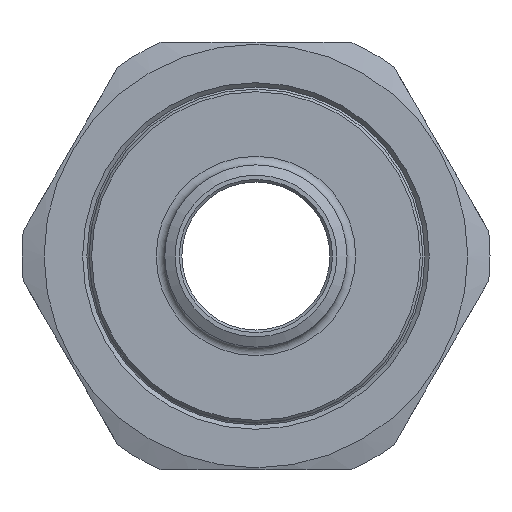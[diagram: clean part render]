
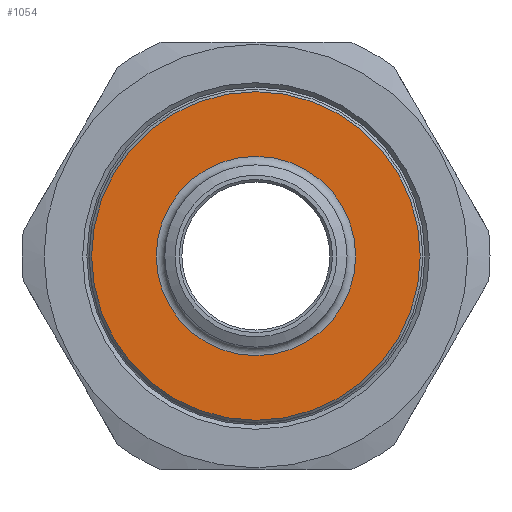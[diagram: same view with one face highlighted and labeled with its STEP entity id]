
A CAD part, left-side view. The second image highlights one B-rep face of the part: STEP entity #1054.
In plain terms, the highlighted planar face has unit normal (-1, 0, 0).
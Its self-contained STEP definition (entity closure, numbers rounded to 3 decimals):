
#54=FACE_BOUND('',#239,.T.);
#111=PLANE('',#1258);
#164=FACE_OUTER_BOUND('',#238,.T.);
#238=EDGE_LOOP('',(#920));
#239=EDGE_LOOP('',(#921));
#412=CIRCLE('',#1257,19.2);
#413=CIRCLE('',#1259,11.65);
#515=VERTEX_POINT('',#1949);
#516=VERTEX_POINT('',#1953);
#654=EDGE_CURVE('',#515,#515,#412,.T.);
#655=EDGE_CURVE('',#516,#516,#413,.T.);
#920=ORIENTED_EDGE('',*,*,#654,.F.);
#921=ORIENTED_EDGE('',*,*,#655,.F.);
#1054=ADVANCED_FACE('',(#164,#54),#111,.T.);
#1257=AXIS2_PLACEMENT_3D('',#1951,#1573,#1574);
#1258=AXIS2_PLACEMENT_3D('',#1952,#1575,#1576);
#1259=AXIS2_PLACEMENT_3D('',#1954,#1577,#1578);
#1573=DIRECTION('center_axis',(1.,0.,0.));
#1574=DIRECTION('ref_axis',(0.,-1.,0.));
#1575=DIRECTION('center_axis',(-1.,0.,0.));
#1576=DIRECTION('ref_axis',(0.,0.,1.));
#1577=DIRECTION('center_axis',(-1.,0.,0.));
#1578=DIRECTION('ref_axis',(0.,-1.,0.));
#1949=CARTESIAN_POINT('',(-17.5,19.2,0.));
#1951=CARTESIAN_POINT('Origin',(-17.5,0.,0.));
#1952=CARTESIAN_POINT('Origin',(-17.5,19.5,0.));
#1953=CARTESIAN_POINT('',(-17.5,0.,11.65));
#1954=CARTESIAN_POINT('Origin',(-17.5,0.,0.));
